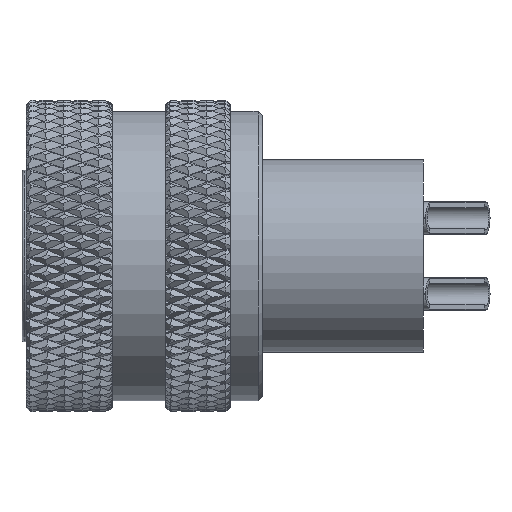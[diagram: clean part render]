
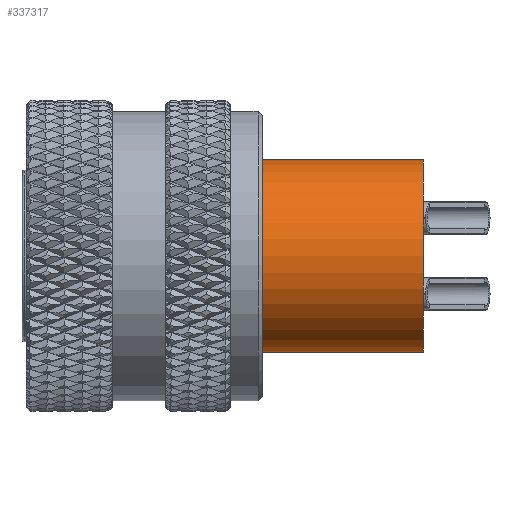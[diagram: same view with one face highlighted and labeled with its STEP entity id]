
A CAD part, front view. The second image highlights one B-rep face of the part: STEP entity #337317.
In plain terms, the highlighted cylindrical face has radius 4.5 mm (diameter 9 mm), a partial arc.
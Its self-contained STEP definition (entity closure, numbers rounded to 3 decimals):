
#33793 = EDGE_CURVE ( 'NONE', #258844, #399877, #401737, .T. ) ;
#47494 = VERTEX_POINT ( 'NONE', #452558 ) ;
#51150 = ORIENTED_EDGE ( 'NONE', *, *, #109477, .F. ) ;
#62633 = CARTESIAN_POINT ( 'NONE',  ( 9.35, 0., -4.5 ) ) ;
#78152 = CYLINDRICAL_SURFACE ( 'NONE', #124339, 4.5 ) ;
#90118 = ORIENTED_EDGE ( 'NONE', *, *, #33793, .F. ) ;
#108302 = VECTOR ( 'NONE', #416317, 1000. ) ;
#109477 = EDGE_CURVE ( 'NONE', #399877, #47494, #447091, .T. ) ;
#124339 = AXIS2_PLACEMENT_3D ( 'NONE', #412537, #426942, #126748 ) ;
#126748 = DIRECTION ( 'NONE',  ( 0., 0., 1. ) ) ;
#146663 = CARTESIAN_POINT ( 'NONE',  ( 0.85, 0., -4.5 ) ) ;
#166559 = AXIS2_PLACEMENT_3D ( 'NONE', #462262, #349943, #244853 ) ;
#179568 = DIRECTION ( 'NONE',  ( -1., 0., 0. ) ) ;
#216156 = CARTESIAN_POINT ( 'NONE',  ( -9.35, 0., -4.5 ) ) ;
#244853 = DIRECTION ( 'NONE',  ( 0., 0., 1. ) ) ;
#245551 = ORIENTED_EDGE ( 'NONE', *, *, #282142, .T. ) ;
#258844 = VERTEX_POINT ( 'NONE', #62633 ) ;
#263580 = FACE_OUTER_BOUND ( 'NONE', #410766, .T. ) ;
#272177 = CARTESIAN_POINT ( 'NONE',  ( -9.35, 0., 4.5 ) ) ;
#282142 = EDGE_CURVE ( 'NONE', #258844, #418425, #386433, .T. ) ;
#311205 = LINE ( 'NONE', #272177, #108302 ) ;
#312865 = ORIENTED_EDGE ( 'NONE', *, *, #330303, .T. ) ;
#317119 = DIRECTION ( 'NONE',  ( 0., 0., 1. ) ) ;
#322418 = CARTESIAN_POINT ( 'NONE',  ( 9.35, 0., 4.5 ) ) ;
#330303 = EDGE_CURVE ( 'NONE', #418425, #47494, #311205, .T. ) ;
#337317 = ADVANCED_FACE ( 'NONE', ( #263580 ), #78152, .T. ) ;
#349943 = DIRECTION ( 'NONE',  ( -1., 0., 0. ) ) ;
#355400 = AXIS2_PLACEMENT_3D ( 'NONE', #468476, #431821, #317119 ) ;
#386433 = CIRCLE ( 'NONE', #355400, 4.5 ) ;
#399877 = VERTEX_POINT ( 'NONE', #146663 ) ;
#401737 = LINE ( 'NONE', #216156, #453448 ) ;
#410766 = EDGE_LOOP ( 'NONE', ( #90118, #245551, #312865, #51150 ) ) ;
#412537 = CARTESIAN_POINT ( 'NONE',  ( -9.35, 0., 0. ) ) ;
#416317 = DIRECTION ( 'NONE',  ( -1., 0., 0. ) ) ;
#418425 = VERTEX_POINT ( 'NONE', #322418 ) ;
#426942 = DIRECTION ( 'NONE',  ( -1., 0., 0. ) ) ;
#431821 = DIRECTION ( 'NONE',  ( -1., 0., 0. ) ) ;
#447091 = CIRCLE ( 'NONE', #166559, 4.5 ) ;
#452558 = CARTESIAN_POINT ( 'NONE',  ( 0.85, 0., 4.5 ) ) ;
#453448 = VECTOR ( 'NONE', #179568, 1000. ) ;
#462262 = CARTESIAN_POINT ( 'NONE',  ( 0.85, 0., 0. ) ) ;
#468476 = CARTESIAN_POINT ( 'NONE',  ( 9.35, 0., 0. ) ) ;
